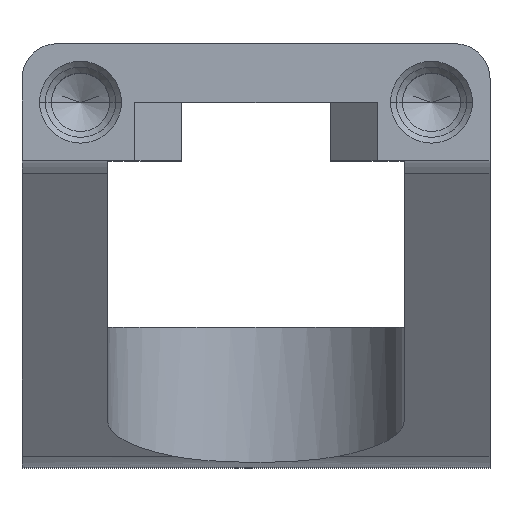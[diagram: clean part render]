
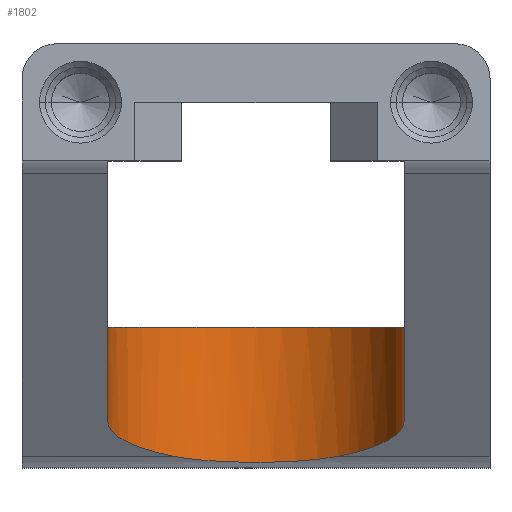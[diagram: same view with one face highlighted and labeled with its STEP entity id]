
A CAD part, top view. The second image highlights one B-rep face of the part: STEP entity #1802.
In plain terms, the highlighted cylindrical face has radius 6.35 mm (diameter 12.7 mm), a partial arc.
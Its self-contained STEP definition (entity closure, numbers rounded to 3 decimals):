
#468=CARTESIAN_POINT('',(0.,6.,20.));
#469=DIRECTION('',(0.,1.,0.));
#470=DIRECTION('',(1.,0.,0.));
#471=AXIS2_PLACEMENT_3D('',#468,#469,#470);
#626=DIRECTION('',(0.,1.,0.));
#627=VECTOR('',#626,3.997);
#628=CARTESIAN_POINT('',(-6.35,2.003,20.));
#629=LINE('',#628,#627);
#630=DIRECTION('',(0.,1.,0.));
#631=VECTOR('',#630,3.997);
#632=CARTESIAN_POINT('',(6.35,2.003,20.));
#633=LINE('',#632,#631);
#634=CARTESIAN_POINT('',(6.35,2.003,20.));
#635=CARTESIAN_POINT('',(6.35,1.843,19.44));
#636=CARTESIAN_POINT('',(6.206,1.543,18.394));
#637=CARTESIAN_POINT('',(5.658,1.142,16.991));
#638=CARTESIAN_POINT('',(4.797,0.786,15.746));
#639=CARTESIAN_POINT('',(3.995,0.581,15.031));
#640=CARTESIAN_POINT('',(3.516,0.49,14.713));
#654=CARTESIAN_POINT('',(-3.516,0.49,14.713));
#655=CARTESIAN_POINT('',(-3.995,0.581,15.031));
#656=CARTESIAN_POINT('',(-4.797,0.786,15.746));
#657=CARTESIAN_POINT('',(-5.658,1.142,16.991));
#658=CARTESIAN_POINT('',(-6.206,1.543,18.394));
#659=CARTESIAN_POINT('',(-6.35,1.843,19.44));
#660=CARTESIAN_POINT('',(-6.35,2.003,20.));
#694=CARTESIAN_POINT('',(3.516,0.49,14.713));
#695=CARTESIAN_POINT('',(3.256,0.44,14.539));
#696=CARTESIAN_POINT('',(2.714,0.361,14.234));
#697=CARTESIAN_POINT('',(1.836,0.285,13.897));
#698=CARTESIAN_POINT('',(0.921,0.243,13.694));
#699=CARTESIAN_POINT('',(-0.013,0.23,
13.627));
#700=CARTESIAN_POINT('',(-0.945,0.244,
13.698));
#701=CARTESIAN_POINT('',(-1.855,0.286,13.903));
#702=CARTESIAN_POINT('',(-2.725,0.362,14.24));
#703=CARTESIAN_POINT('',(-3.26,0.441,14.542));
#704=CARTESIAN_POINT('',(-3.516,0.49,14.713));
#790=CARTESIAN_POINT('',(6.35,6.,20.));
#791=CARTESIAN_POINT('',(-6.35,6.,20.));
#792=VERTEX_POINT('',#790);
#793=VERTEX_POINT('',#791);
#818=VERTEX_POINT('',#634);
#819=VERTEX_POINT('',#640);
#820=VERTEX_POINT('',#654);
#821=VERTEX_POINT('',#660);
#1786=CARTESIAN_POINT('',(0.,0.,20.));
#1787=DIRECTION('',(0.,1.,0.));
#1788=DIRECTION('',(0.,0.,1.));
#1789=AXIS2_PLACEMENT_3D('',#1786,#1787,#1788);
#1790=CYLINDRICAL_SURFACE('',#1789,6.35);
#1791=ORIENTED_EDGE('',*,*,#1562,.F.);
#1792=ORIENTED_EDGE('',*,*,#1548,.F.);
#1794=ORIENTED_EDGE('',*,*,#1793,.T.);
#1796=ORIENTED_EDGE('',*,*,#1795,.T.);
#1798=ORIENTED_EDGE('',*,*,#1797,.T.);
#1799=ORIENTED_EDGE('',*,*,#1772,.T.);
#1800=EDGE_LOOP('',(#1791,#1792,#1794,#1796,#1798,#1799));
#1801=FACE_OUTER_BOUND('',#1800,.F.);
#1802=ADVANCED_FACE('',(#1801),#1790,.F.);
#472=CIRCLE('',#471,6.35);
#641=B_SPLINE_CURVE_WITH_KNOTS('',3,(#634,#635,#636,#637,#638,#639,#640),
.UNSPECIFIED.,.F.,.F.,(4,1,1,1,4),(0.,0.25,0.5,0.75,1.),
.UNSPECIFIED.);
#661=B_SPLINE_CURVE_WITH_KNOTS('',3,(#654,#655,#656,#657,#658,#659,#660),
.UNSPECIFIED.,.F.,.F.,(4,1,1,1,4),(0.,0.25,0.5,0.75,1.),
.UNSPECIFIED.);
#705=B_SPLINE_CURVE_WITH_KNOTS('',3,(#694,#695,#696,#697,#698,#699,#700,#701,
#702,#703,#704),.UNSPECIFIED.,.F.,.F.,(4,1,1,1,1,1,1,1,4),(0.,0.125,0.25,
0.375,0.5,0.625,0.75,0.875,1.),.UNSPECIFIED.);
#1548=EDGE_CURVE('',#818,#792,#633,.T.);
#1562=EDGE_CURVE('',#792,#793,#472,.T.);
#1772=EDGE_CURVE('',#821,#793,#629,.T.);
#1793=EDGE_CURVE('',#818,#819,#641,.T.);
#1795=EDGE_CURVE('',#819,#820,#705,.T.);
#1797=EDGE_CURVE('',#820,#821,#661,.T.);
